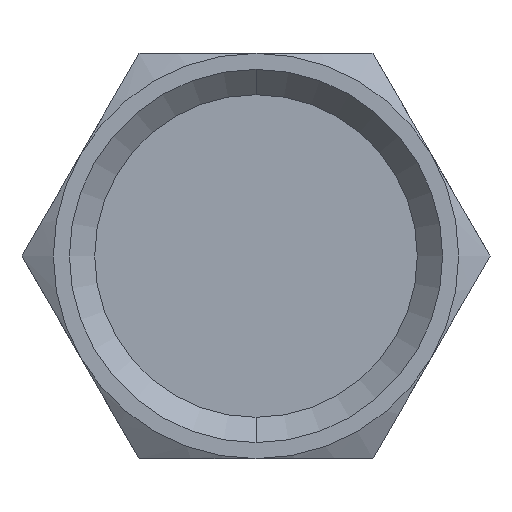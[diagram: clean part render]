
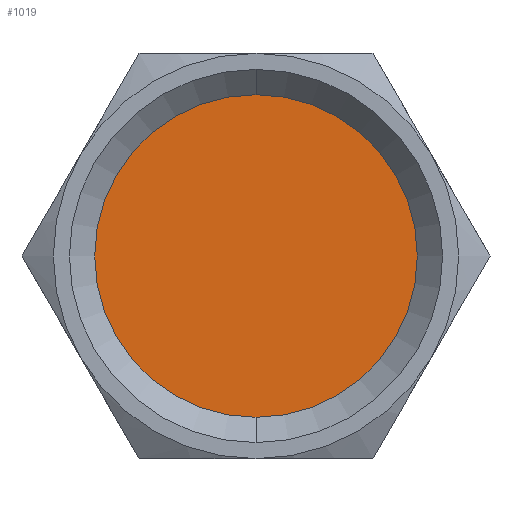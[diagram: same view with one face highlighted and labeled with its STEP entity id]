
A CAD part, front view. The second image highlights one B-rep face of the part: STEP entity #1019.
In plain terms, the highlighted planar face has unit normal (0, -1, 0).
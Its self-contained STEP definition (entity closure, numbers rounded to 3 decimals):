
#95 = VERTEX_POINT ( 'NONE', #852 ) ;
#97 = VERTEX_POINT ( 'NONE', #864 ) ;
#330 = CIRCLE ( 'NONE', #573, 9.55 ) ;
#347 = CIRCLE ( 'NONE', #578, 9.55 ) ;
#465 = AXIS2_PLACEMENT_3D ( 'NONE', #1116, #1117, #1118 ) ;
#573 = AXIS2_PLACEMENT_3D ( 'NONE', #2228, #2229, #2230 ) ;
#578 = AXIS2_PLACEMENT_3D ( 'NONE', #2248, #2249, #2250 ) ;
#852 = CARTESIAN_POINT ( 'NONE',  ( 0., 2.212, 9.55 ) ) ;
#864 = CARTESIAN_POINT ( 'NONE',  ( 0., 2.212, -9.55 ) ) ;
#922 = FACE_OUTER_BOUND ( 'NONE', #1480, .T. ) ;
#1019 = ADVANCED_FACE ( 'NONE', ( #922 ), #1108, .F. ) ;
#1108 = PLANE ( 'NONE',  #465 ) ;
#1116 = CARTESIAN_POINT ( 'NONE',  ( 0., 2.212, 0. ) ) ;
#1117 = DIRECTION ( 'NONE',  ( 0., 1., 0. ) ) ;
#1118 = DIRECTION ( 'NONE',  ( 0., 0., 1. ) ) ;
#1480 = EDGE_LOOP ( 'NONE', ( #1787, #1786 ) ) ;
#1786 = ORIENTED_EDGE ( 'NONE', *, *, #1916, .F. ) ;
#1787 = ORIENTED_EDGE ( 'NONE', *, *, #1907, .F. ) ;
#1907 = EDGE_CURVE ( 'NONE', #97, #95, #330, .T. ) ;
#1916 = EDGE_CURVE ( 'NONE', #95, #97, #347, .T. ) ;
#2228 = CARTESIAN_POINT ( 'NONE',  ( 0., 2.212, 0. ) ) ;
#2229 = DIRECTION ( 'NONE',  ( 0., 1., 0. ) ) ;
#2230 = DIRECTION ( 'NONE',  ( 0., 0., 1. ) ) ;
#2248 = CARTESIAN_POINT ( 'NONE',  ( 0., 2.212, 0. ) ) ;
#2249 = DIRECTION ( 'NONE',  ( 0., 1., 0. ) ) ;
#2250 = DIRECTION ( 'NONE',  ( 0., 0., 1. ) ) ;
